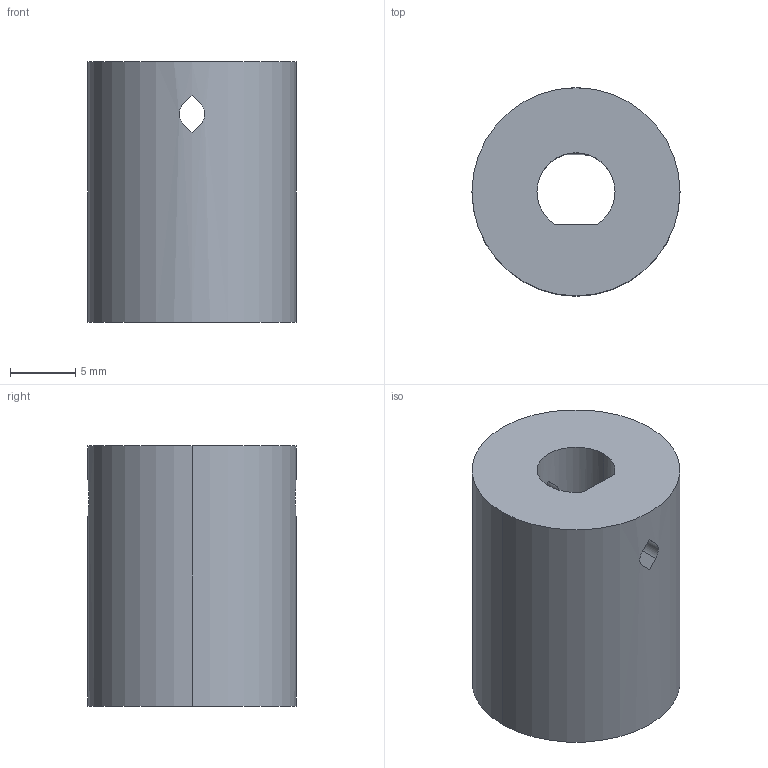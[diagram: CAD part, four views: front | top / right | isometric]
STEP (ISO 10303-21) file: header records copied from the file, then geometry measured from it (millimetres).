
FILE_DESCRIPTION (( 'STEP AP214' ), '1' );
FILE_NAME ('motor_adapter_6mm_d.STEP', '2022-11-24T03:42:25', ( '' ), ( '' ), 'SwSTEP 2.0', 'SolidWorks 2020', '' );
FILE_SCHEMA (( 'AUTOMOTIVE_DESIGN' ));
Length unit declared in the file: millimetre
Products named in the file (1): motor_adapter_6mm_d
Bounding box: 16 x 16 x 20 mm (x, y, z)
Volume: 3275.9 mm3; surface area: 1831.8 mm2
Topology: 1 solids, 1 shells, 29 faces, 75 edges, 48 vertices
Faces by surface type: plane 14, cylinder 12, bspline 3
Entity records: 1008 total; most frequent: CARTESIAN_POINT 316, ORIENTED_EDGE 150, DIRECTION 118, EDGE_CURVE 75, VERTEX_POINT 48, AXIS2_PLACEMENT_3D 42, EDGE_LOOP 35, VECTOR 34
